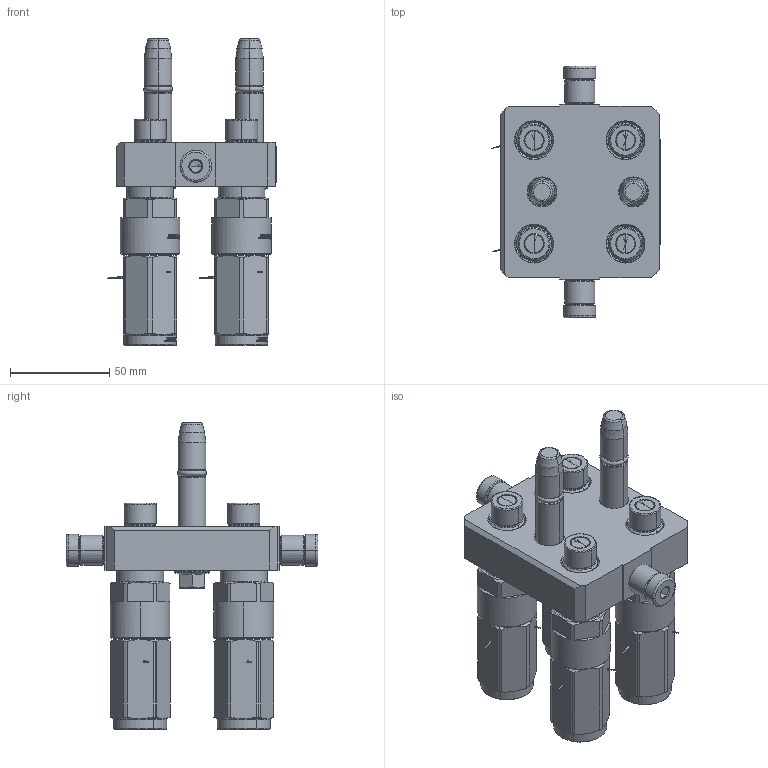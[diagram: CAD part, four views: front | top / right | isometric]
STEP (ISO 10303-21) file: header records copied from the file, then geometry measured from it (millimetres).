
FILE_DESCRIPTION (( 'STEP AP214' ), '1' );
FILE_NAME ('FASTER.step', '2023-11-22T00:44:21', ( '' ), ( '' ), 'SwSTEP 2.0', 'SolidWorks 2017', '' );
FILE_SCHEMA (( 'AUTOMOTIVE_DESIGN' ));
Length unit declared in the file: millimetre
Products named in the file (11): P404_M_BASE; et002; 4830_028_1000_011; 4830_013_3000_030; 1540_080_0008_000; or2_62x9_19_m; 4830_021_0000_000; 3ffnp14-38s_mc; 4820_010_1000_000; FASTER
Assembly tree (18 placements, depth 3):
  FASTER
    P404_M_BASE
      4820_010_1000_000
      4830_021_0000_000  x2
      1540_080_0008_000  x2
      4830_013_3000_030  x2
      or2_62x9_19_m  x2
      4830_028_1000_011  x2
    3ffnp14-38s_mc  x4
      3ffnp14-38s_mc
    et002
Bounding box: 84.44 x 126.6 x 153.9 mm (x, y, z)
Volume: 2873.9 mm3; surface area: 95508 mm2
Topology: 5 solids, 52 shells, 2093 faces, 6432 edges, 4298 vertices
Faces by surface type: plane 1170, cylinder 323, cone 310, bspline 162, torus 128
Entity records: 47151 total; most frequent: CARTESIAN_POINT 12755, ORIENTED_EDGE 6507, DIRECTION 5974, EDGE_CURVE 3437, LINE 2446, VECTOR 2446, VERTEX_POINT 2271, AXIS2_PLACEMENT_3D 1764
